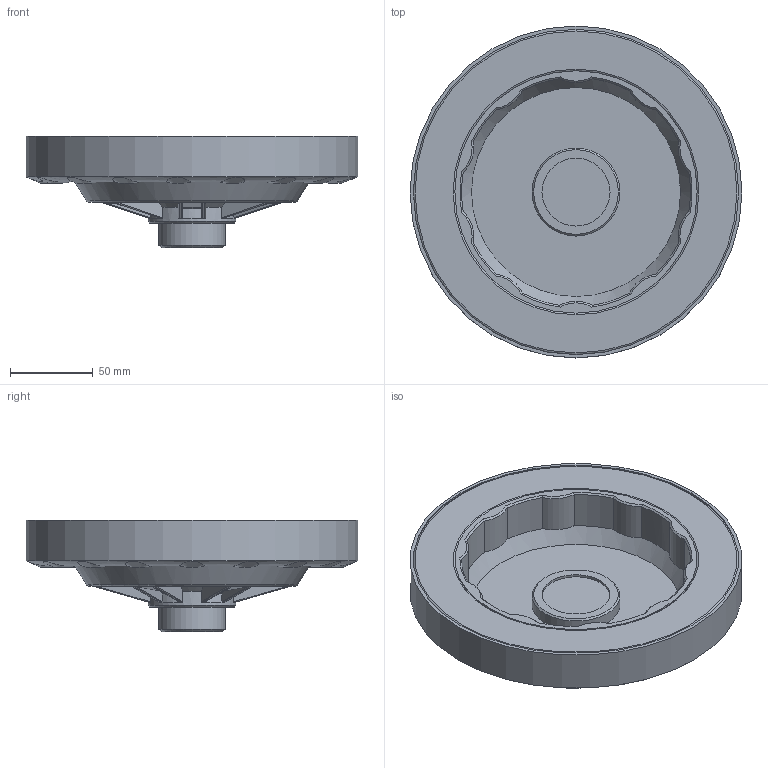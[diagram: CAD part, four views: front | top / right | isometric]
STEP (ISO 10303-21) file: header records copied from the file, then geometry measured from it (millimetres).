
FILE_DESCRIPTION( ( 'Unknown' ), '1' );
FILE_NAME( '6368025_PDA200.stp', 'Unknown', ( 'Unknown' ), ( 'Unknown' ), 'PSStep 11.0', 'Unknown', ' ' );
FILE_SCHEMA( ( 'AUTOMOTIVE_DESIGN { 1 0 10303 214 1 1 1 1 }' ) );
Length unit declared in the file: millimetre
Products named in the file (1): 6368025
Bounding box: 200 x 200 x 67.4 mm (x, y, z)
Volume: 549323.3 mm3; surface area: 138713.8 mm2
Topology: 1 solids, 2 shells, 223 faces, 544 edges, 331 vertices
Faces by surface type: plane 63, cylinder 56, bspline 46, cone 34, torus 24
Full cylindrical faces by diameter (mm): 6 x1, 6.6 x1, 12 x1, 40 x1, 41 x1, 53 x2, 146 x2, 196 x2, 200 x1
Entity records: 15258 total; most frequent: CARTESIAN_POINT 8713, ORIENTED_EDGE 1014, DIRECTION 930, EDGE_CURVE 507, AXIS2_PLACEMENT_3D 398, VERTEX_POINT 321, EDGE_LOOP 257, FACE_OUTER_BOUND 241
